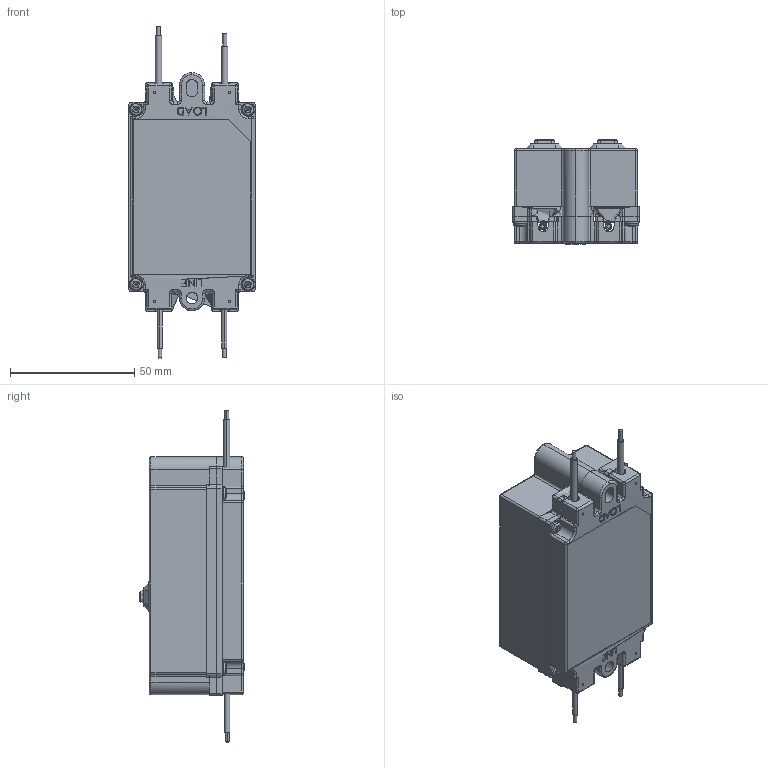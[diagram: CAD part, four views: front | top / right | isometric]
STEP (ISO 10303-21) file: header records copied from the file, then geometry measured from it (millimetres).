
FILE_DESCRIPTION (( 'STEP AP214' ), '1' );
FILE_NAME ('CATSTD-GSPA2-XXX.STEP', '2021-08-12T20:39:56', ( '' ), ( '' ), 'SwSTEP 2.0', 'SolidWorks 2020', '' );
FILE_SCHEMA (( 'AUTOMOTIVE_DESIGN' ));
Length unit declared in the file: inch
Products named in the file (1): CATSTD-GSPA2-XXX
Bounding box: 50.8 x 41.93 x 133.66 mm (x, y, z)
Surface area: 24517.3 mm2 (no closed solid volume)
Topology: 0 solids, 22 shells, 649 faces, 1869 edges, 1223 vertices
Faces by surface type: cylinder 262, plane 244, torus 58, cone 38, sphere 28, bspline 19
Entity records: 28596 total; most frequent: CARTESIAN_POINT 15735, ORIENTED_EDGE 3288, EDGE_CURVE 1849, B_SPLINE_CURVE_WITH_KNOTS 1842, DIRECTION 1262, VERTEX_POINT 1223, EDGE_LOOP 697, ADVANCED_FACE 649
